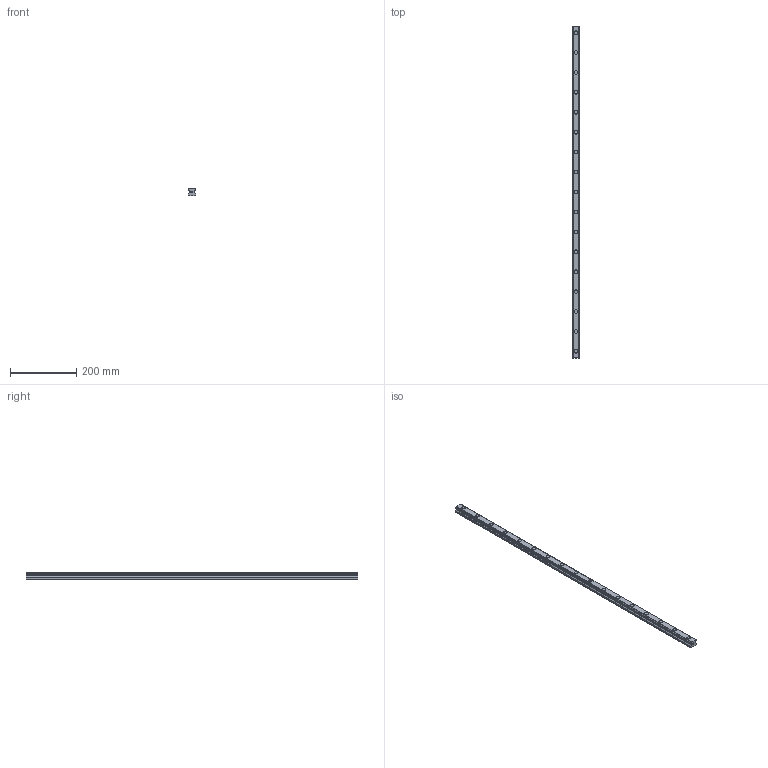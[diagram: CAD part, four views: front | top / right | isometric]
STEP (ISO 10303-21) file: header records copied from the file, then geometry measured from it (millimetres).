
FILE_DESCRIPTION(/* description */ ('Alibre Inc.'),/* implementation_level */ '2;1');
FILE_NAME(/* name */ 'export-96F7A40C-03EE-4E70-8F4E-FAB001ACB282',/* time_stamp */ '2019-11-03T15:56:50+01:00',/* author */ (''),/* organization */ (''),/* preprocessor_version */ 'ST-DEVELOPER v17',/* originating_system */ 'Alibre',/* authorisation */ '');
FILE_SCHEMA (('AUTOMOTIVE_DESIGN'));
Length unit declared in the file: millimetre
Bounding box: 23 x 1000 x 22 mm (x, y, z)
Volume: 415316.8 mm3; surface area: 103527.3 mm2
Topology: 1 solids, 1 shells, 315 faces, 825 edges, 550 vertices
Faces by surface type: plane 191, cylinder 124
Entity records: 10016 total; most frequent: CARTESIAN_POINT 1690, ORIENTED_EDGE 1650, DIRECTION 1648, EDGE_CURVE 825, AXIS2_PLACEMENT_3D 699, VERTEX_POINT 550, VECTOR 441, LINE 441
